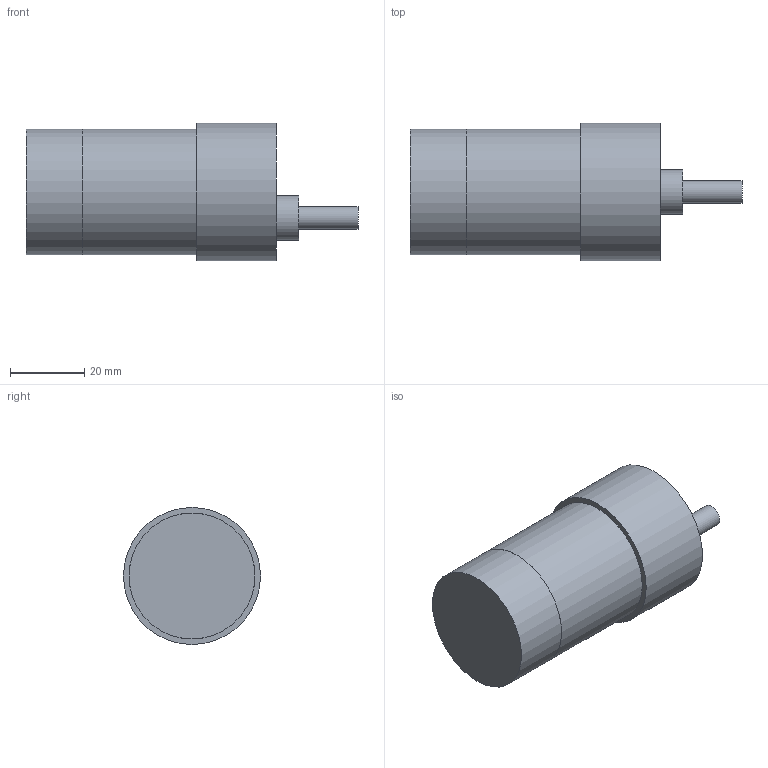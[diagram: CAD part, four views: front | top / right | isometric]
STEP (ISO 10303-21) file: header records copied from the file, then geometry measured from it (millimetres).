
FILE_DESCRIPTION(/* description */ (''),/* implementation_level */ '2;1');
FILE_NAME(/* name */ 'Motor_v4.step',/* time_stamp */ '2023-05-19T17:35:26+02:00',/* author */ (''),/* organization */ (''),/* preprocessor_version */ 'ST-DEVELOPER v19.2',/* originating_system */ 'Autodesk Translation Framework v12.4.0.73',/* authorisation */ '');
FILE_SCHEMA (('AUTOMOTIVE_DESIGN { 1 0 10303 214 3 1 1 }'));
Length unit declared in the file: millimetre
Products named in the file (2): Motor; Motor_1
Assembly tree (1 placements, depth 2):
  Motor
    Motor_1
Bounding box: 89.6 x 37 x 37 mm (x, y, z)
Volume: 65662.7 mm3; surface area: 10666 mm2
Topology: 1 solids, 1 shells, 23 faces, 33 edges, 22 vertices
Faces by surface type: plane 12, cylinder 11
Full cylindrical faces by diameter (mm): 3 x6, 6 x1, 12 x1, 33.98 x1, 34 x1, 37 x1
Entity records: 586 total; most frequent: DIRECTION 107, CARTESIAN_POINT 81, ORIENTED_EDGE 66, AXIS2_PLACEMENT_3D 48, EDGE_LOOP 33, EDGE_CURVE 33, FACE_OUTER_BOUND 23, ADVANCED_FACE 23
